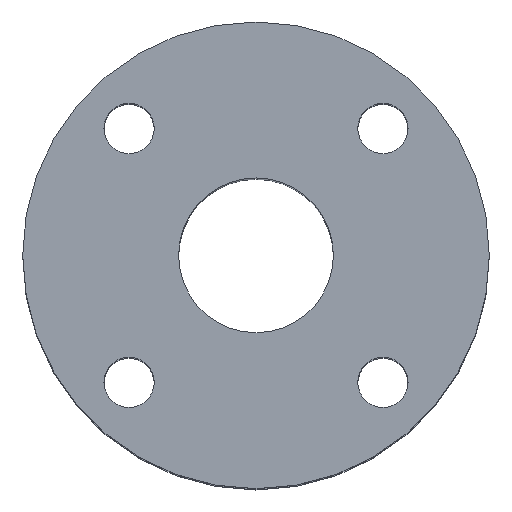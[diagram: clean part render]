
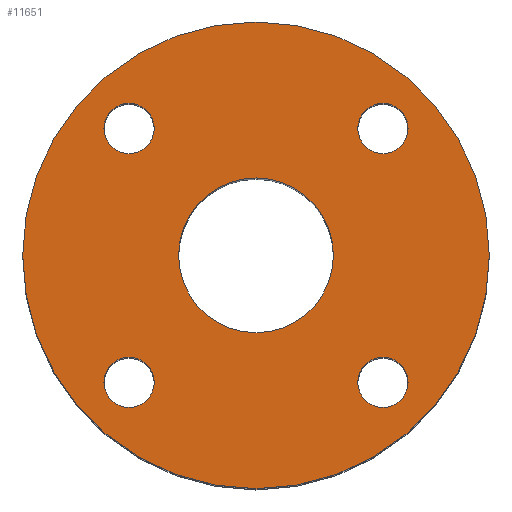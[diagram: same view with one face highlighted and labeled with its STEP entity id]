
A CAD part, top view. The second image highlights one B-rep face of the part: STEP entity #11651.
In plain terms, the highlighted planar face has unit normal (0, 0, 1).
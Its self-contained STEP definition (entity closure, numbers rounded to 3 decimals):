
#16 = CARTESIAN_POINT ( 'NONE',  ( -65., 0., 0. ) ) ;
#781 = DIRECTION ( 'NONE',  ( 0., 0., 1. ) ) ;
#803 = DIRECTION ( 'NONE',  ( 0., 1., 0. ) ) ;
#933 = VERTEX_POINT ( 'NONE', #12778 ) ;
#949 = AXIS2_PLACEMENT_3D ( 'NONE', #3839, #8490, #17649 ) ;
#1090 = ORIENTED_EDGE ( 'NONE', *, *, #17515, .F. ) ;
#1093 = DIRECTION ( 'NONE',  ( 0., 0., 1. ) ) ;
#1560 = EDGE_CURVE ( 'NONE', #3209, #11973, #15412, .T. ) ;
#1629 = AXIS2_PLACEMENT_3D ( 'NONE', #16493, #23225, #25606 ) ;
#1752 = AXIS2_PLACEMENT_3D ( 'NONE', #17059, #26474, #12854 ) ;
#1847 = CARTESIAN_POINT ( 'NONE',  ( -35.355, -35.355, 0. ) ) ;
#2172 = PLANE ( 'NONE',  #8463 ) ;
#2219 = EDGE_LOOP ( 'NONE', ( #22174, #21160 ) ) ;
#2288 = ORIENTED_EDGE ( 'NONE', *, *, #1560, .F. ) ;
#2322 = FACE_BOUND ( 'NONE', #20762, .T. ) ;
#2458 = AXIS2_PLACEMENT_3D ( 'NONE', #26709, #24175, #12934 ) ;
#2893 = AXIS2_PLACEMENT_3D ( 'NONE', #29665, #5084, #11692 ) ;
#3209 = VERTEX_POINT ( 'NONE', #22170 ) ;
#3324 = CARTESIAN_POINT ( 'NONE',  ( -28.355, 35.355, 0. ) ) ;
#3335 = CIRCLE ( 'NONE', #17242, 65. ) ;
#3545 = EDGE_CURVE ( 'NONE', #4200, #20480, #9378, .T. ) ;
#3839 = CARTESIAN_POINT ( 'NONE',  ( 35.355, -35.355, 0. ) ) ;
#4152 = EDGE_CURVE ( 'NONE', #11958, #9368, #28040, .T. ) ;
#4200 = VERTEX_POINT ( 'NONE', #14758 ) ;
#4402 = DIRECTION ( 'NONE',  ( -1., 0., 0. ) ) ;
#4428 = FACE_OUTER_BOUND ( 'NONE', #2219, .T. ) ;
#4854 = ORIENTED_EDGE ( 'NONE', *, *, #8071, .F. ) ;
#4942 = DIRECTION ( 'NONE',  ( -1., 0., 0. ) ) ;
#5084 = DIRECTION ( 'NONE',  ( 0., 0., 1. ) ) ;
#5131 = ORIENTED_EDGE ( 'NONE', *, *, #4152, .F. ) ;
#5287 = EDGE_CURVE ( 'NONE', #11973, #3209, #18601, .T. ) ;
#5301 = CIRCLE ( 'NONE', #2893, 7. ) ;
#5383 = CIRCLE ( 'NONE', #949, 7. ) ;
#5885 = CARTESIAN_POINT ( 'NONE',  ( 0., 0., 0. ) ) ;
#5974 = CIRCLE ( 'NONE', #1629, 21.55 ) ;
#6941 = AXIS2_PLACEMENT_3D ( 'NONE', #1847, #8601, #4402 ) ;
#7111 = EDGE_LOOP ( 'NONE', ( #10727, #10778 ) ) ;
#7259 = FACE_BOUND ( 'NONE', #19270, .T. ) ;
#7329 = DIRECTION ( 'NONE',  ( 0., 0., 1. ) ) ;
#8071 = EDGE_CURVE ( 'NONE', #21754, #8686, #23518, .T. ) ;
#8463 = AXIS2_PLACEMENT_3D ( 'NONE', #14180, #20629, #9078 ) ;
#8490 = DIRECTION ( 'NONE',  ( 0., 0., 1. ) ) ;
#8601 = DIRECTION ( 'NONE',  ( 0., 0., 1. ) ) ;
#8686 = VERTEX_POINT ( 'NONE', #28906 ) ;
#9078 = DIRECTION ( 'NONE',  ( -1., 0., 0. ) ) ;
#9258 = EDGE_CURVE ( 'NONE', #20480, #4200, #3335, .T. ) ;
#9368 = VERTEX_POINT ( 'NONE', #28642 ) ;
#9378 = CIRCLE ( 'NONE', #11769, 65. ) ;
#9658 = ORIENTED_EDGE ( 'NONE', *, *, #23959, .F. ) ;
#9983 = AXIS2_PLACEMENT_3D ( 'NONE', #25994, #1093, #803 ) ;
#10336 = CARTESIAN_POINT ( 'NONE',  ( 28.355, -35.355, 0. ) ) ;
#10348 = EDGE_CURVE ( 'NONE', #27730, #29455, #5301, .T. ) ;
#10727 = ORIENTED_EDGE ( 'NONE', *, *, #28713, .F. ) ;
#10778 = ORIENTED_EDGE ( 'NONE', *, *, #10348, .F. ) ;
#10875 = EDGE_LOOP ( 'NONE', ( #5131, #25836 ) ) ;
#11629 = FACE_BOUND ( 'NONE', #12918, .T. ) ;
#11651 = ADVANCED_FACE ( 'NONE', ( #11629, #7259, #2322, #16432, #16131, #4428 ), #2172, .F. ) ;
#11692 = DIRECTION ( 'NONE',  ( 1., 0., 0. ) ) ;
#11769 = AXIS2_PLACEMENT_3D ( 'NONE', #22800, #13363, #29677 ) ;
#11958 = VERTEX_POINT ( 'NONE', #23873 ) ;
#11973 = VERTEX_POINT ( 'NONE', #3324 ) ;
#12551 = CARTESIAN_POINT ( 'NONE',  ( 28.355, 35.355, 0. ) ) ;
#12689 = ORIENTED_EDGE ( 'NONE', *, *, #24202, .F. ) ;
#12778 = CARTESIAN_POINT ( 'NONE',  ( -28.355, -35.355, 0. ) ) ;
#12854 = DIRECTION ( 'NONE',  ( 1., 0., 0. ) ) ;
#12918 = EDGE_LOOP ( 'NONE', ( #9658, #4854 ) ) ;
#12934 = DIRECTION ( 'NONE',  ( 0., 1., 0. ) ) ;
#13363 = DIRECTION ( 'NONE',  ( 0., 0., 1. ) ) ;
#14180 = CARTESIAN_POINT ( 'NONE',  ( 0., 21.55, 0. ) ) ;
#14378 = CARTESIAN_POINT ( 'NONE',  ( 35.355, -35.355, 0. ) ) ;
#14606 = CARTESIAN_POINT ( 'NONE',  ( 42.355, 35.355, 0. ) ) ;
#14758 = CARTESIAN_POINT ( 'NONE',  ( 65., 0., 0. ) ) ;
#14988 = AXIS2_PLACEMENT_3D ( 'NONE', #25328, #7329, #4942 ) ;
#15412 = CIRCLE ( 'NONE', #2458, 7. ) ;
#16131 = FACE_BOUND ( 'NONE', #10875, .T. ) ;
#16432 = FACE_BOUND ( 'NONE', #7111, .T. ) ;
#16493 = CARTESIAN_POINT ( 'NONE',  ( 0., 0., 0. ) ) ;
#17059 = CARTESIAN_POINT ( 'NONE',  ( 35.355, 35.355, 0. ) ) ;
#17242 = AXIS2_PLACEMENT_3D ( 'NONE', #24655, #22115, #20320 ) ;
#17515 = EDGE_CURVE ( 'NONE', #933, #17549, #18805, .T. ) ;
#17549 = VERTEX_POINT ( 'NONE', #29521 ) ;
#17649 = DIRECTION ( 'NONE',  ( 0., -1., 0. ) ) ;
#18528 = CIRCLE ( 'NONE', #1752, 7. ) ;
#18601 = CIRCLE ( 'NONE', #9983, 7. ) ;
#18805 = CIRCLE ( 'NONE', #14988, 7. ) ;
#19270 = EDGE_LOOP ( 'NONE', ( #1090, #12689 ) ) ;
#19710 = CIRCLE ( 'NONE', #6941, 7. ) ;
#20320 = DIRECTION ( 'NONE',  ( 1., 0., 0. ) ) ;
#20480 = VERTEX_POINT ( 'NONE', #16 ) ;
#20629 = DIRECTION ( 'NONE',  ( 0., 0., -1. ) ) ;
#20762 = EDGE_LOOP ( 'NONE', ( #26428, #2288 ) ) ;
#20833 = DIRECTION ( 'NONE',  ( 0., 0., 1. ) ) ;
#21160 = ORIENTED_EDGE ( 'NONE', *, *, #9258, .T. ) ;
#21754 = VERTEX_POINT ( 'NONE', #10336 ) ;
#22115 = DIRECTION ( 'NONE',  ( 0., 0., 1. ) ) ;
#22170 = CARTESIAN_POINT ( 'NONE',  ( -42.355, 35.355, 0. ) ) ;
#22174 = ORIENTED_EDGE ( 'NONE', *, *, #3545, .T. ) ;
#22800 = CARTESIAN_POINT ( 'NONE',  ( 0., 0., 0. ) ) ;
#23225 = DIRECTION ( 'NONE',  ( 0., 0., 1. ) ) ;
#23518 = CIRCLE ( 'NONE', #26359, 7. ) ;
#23873 = CARTESIAN_POINT ( 'NONE',  ( 21.55, 0., 0. ) ) ;
#23959 = EDGE_CURVE ( 'NONE', #8686, #21754, #5383, .T. ) ;
#24175 = DIRECTION ( 'NONE',  ( 0., 0., 1. ) ) ;
#24202 = EDGE_CURVE ( 'NONE', #17549, #933, #19710, .T. ) ;
#24331 = DIRECTION ( 'NONE',  ( 1., 0., 0. ) ) ;
#24655 = CARTESIAN_POINT ( 'NONE',  ( 0., 0., 0. ) ) ;
#24861 = EDGE_CURVE ( 'NONE', #9368, #11958, #5974, .T. ) ;
#25328 = CARTESIAN_POINT ( 'NONE',  ( -35.355, -35.355, 0. ) ) ;
#25606 = DIRECTION ( 'NONE',  ( 1., 0., 0. ) ) ;
#25836 = ORIENTED_EDGE ( 'NONE', *, *, #24861, .F. ) ;
#25994 = CARTESIAN_POINT ( 'NONE',  ( -35.355, 35.355, 0. ) ) ;
#26359 = AXIS2_PLACEMENT_3D ( 'NONE', #14378, #20833, #27993 ) ;
#26428 = ORIENTED_EDGE ( 'NONE', *, *, #5287, .F. ) ;
#26474 = DIRECTION ( 'NONE',  ( 0., 0., 1. ) ) ;
#26709 = CARTESIAN_POINT ( 'NONE',  ( -35.355, 35.355, 0. ) ) ;
#27579 = AXIS2_PLACEMENT_3D ( 'NONE', #5885, #781, #24331 ) ;
#27730 = VERTEX_POINT ( 'NONE', #12551 ) ;
#27993 = DIRECTION ( 'NONE',  ( 0., -1., 0. ) ) ;
#28040 = CIRCLE ( 'NONE', #27579, 21.55 ) ;
#28642 = CARTESIAN_POINT ( 'NONE',  ( -21.55, 0., 0. ) ) ;
#28713 = EDGE_CURVE ( 'NONE', #29455, #27730, #18528, .T. ) ;
#28906 = CARTESIAN_POINT ( 'NONE',  ( 42.355, -35.355, 0. ) ) ;
#29455 = VERTEX_POINT ( 'NONE', #14606 ) ;
#29521 = CARTESIAN_POINT ( 'NONE',  ( -42.355, -35.355, 0. ) ) ;
#29665 = CARTESIAN_POINT ( 'NONE',  ( 35.355, 35.355, 0. ) ) ;
#29677 = DIRECTION ( 'NONE',  ( 1., 0., 0. ) ) ;
